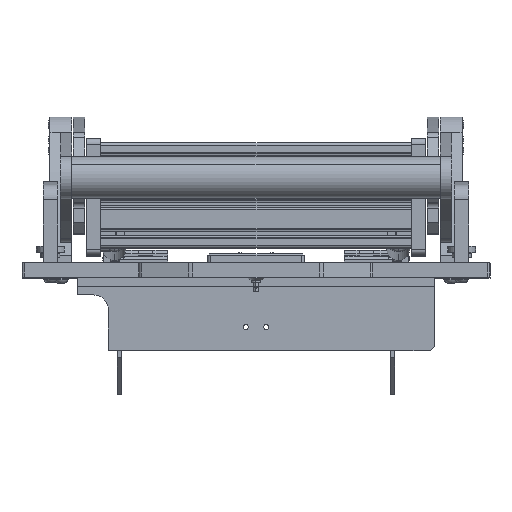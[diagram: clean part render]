
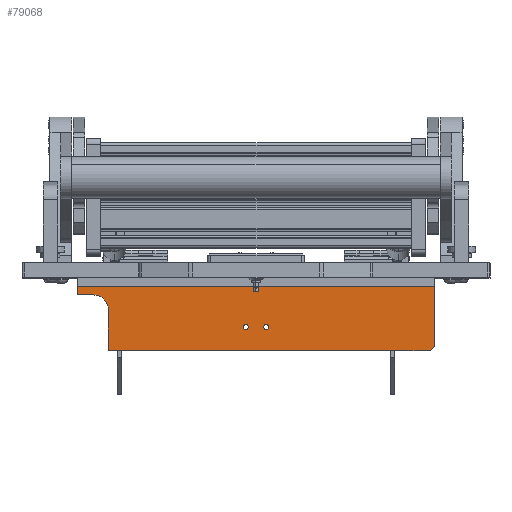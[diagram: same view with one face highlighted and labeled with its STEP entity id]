
A CAD part, top view. The second image highlights one B-rep face of the part: STEP entity #79068.
In plain terms, the highlighted planar face has unit normal (0, 0, 1).
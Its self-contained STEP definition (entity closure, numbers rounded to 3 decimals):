
#186 = VERTEX_POINT ( 'NONE', #13727 ) ;
#528 = DIRECTION ( 'NONE',  ( 0., 0., -1. ) ) ;
#3958 = EDGE_CURVE ( 'NONE', #120727, #30411, #47699, .T. ) ;
#4336 = VECTOR ( 'NONE', #91116, 1000. ) ;
#5715 = DIRECTION ( 'NONE',  ( 0., -1., 0. ) ) ;
#6883 = CARTESIAN_POINT ( 'NONE',  ( -111., -32., 96.5 ) ) ;
#6954 = EDGE_CURVE ( 'NONE', #18277, #128347, #11481, .T. ) ;
#8202 = DIRECTION ( 'NONE',  ( 0., 1., 0. ) ) ;
#11481 = CIRCLE ( 'NONE', #100273, 1.7 ) ;
#11687 = DIRECTION ( 'NONE',  ( 0., 1., 0. ) ) ;
#13727 = CARTESIAN_POINT ( 'NONE',  ( 8.7, -44., 96.5 ) ) ;
#15098 = CIRCLE ( 'NONE', #148527, 1.7 ) ;
#16405 = EDGE_LOOP ( 'NONE', ( #31405, #25473 ) ) ;
#18277 = VERTEX_POINT ( 'NONE', #54314 ) ;
#23795 = DIRECTION ( 'NONE',  ( 0., 0., -1. ) ) ;
#24240 = CARTESIAN_POINT ( 'NONE',  ( 7., -44., 96.5 ) ) ;
#25261 = DIRECTION ( 'NONE',  ( 0., -1., 0. ) ) ;
#25473 = ORIENTED_EDGE ( 'NONE', *, *, #81970, .T. ) ;
#28042 = EDGE_LOOP ( 'NONE', ( #132813, #100375 ) ) ;
#28835 = CARTESIAN_POINT ( 'NONE',  ( -101., -32., 96.5 ) ) ;
#29138 = EDGE_CURVE ( 'NONE', #143080, #54839, #111517, .T. ) ;
#30411 = VERTEX_POINT ( 'NONE', #141009 ) ;
#31405 = ORIENTED_EDGE ( 'NONE', *, *, #149283, .T. ) ;
#33559 = CARTESIAN_POINT ( 'NONE',  ( -111., -22., 96.5 ) ) ;
#34087 = CARTESIAN_POINT ( 'NONE',  ( 5.3, -44., 96.5 ) ) ;
#40672 = FACE_OUTER_BOUND ( 'NONE', #131648, .T. ) ;
#40988 = CARTESIAN_POINT ( 'NONE',  ( -101., -16., 96.5 ) ) ;
#41945 = CARTESIAN_POINT ( 'NONE',  ( -7., -44., 96.5 ) ) ;
#43715 = CIRCLE ( 'NONE', #130630, 10. ) ;
#47699 = LINE ( 'NONE', #79266, #139686 ) ;
#47951 = VERTEX_POINT ( 'NONE', #28835 ) ;
#50151 = LINE ( 'NONE', #151017, #144121 ) ;
#53629 = LINE ( 'NONE', #40988, #113603 ) ;
#53810 = VERTEX_POINT ( 'NONE', #60069 ) ;
#54314 = CARTESIAN_POINT ( 'NONE',  ( -5.3, -44., 96.5 ) ) ;
#54543 = CIRCLE ( 'NONE', #114937, 1.7 ) ;
#54839 = VERTEX_POINT ( 'NONE', #33559 ) ;
#56170 = DIRECTION ( 'NONE',  ( 0., 1., 0. ) ) ;
#57904 = CIRCLE ( 'NONE', #153357, 1.7 ) ;
#60069 = CARTESIAN_POINT ( 'NONE',  ( -122., -16., 96.5 ) ) ;
#62439 = AXIS2_PLACEMENT_3D ( 'NONE', #132488, #23795, #11687 ) ;
#62664 = CARTESIAN_POINT ( 'NONE',  ( 122., -57., 96.5 ) ) ;
#62779 = VECTOR ( 'NONE', #99596, 1000. ) ;
#65895 = CARTESIAN_POINT ( 'NONE',  ( 119., -60., 96.5 ) ) ;
#66987 = CARTESIAN_POINT ( 'NONE',  ( 122., -22., 96.5 ) ) ;
#75036 = CARTESIAN_POINT ( 'NONE',  ( 122., -57., 96.5 ) ) ;
#75169 = ORIENTED_EDGE ( 'NONE', *, *, #110270, .T. ) ;
#77548 = LINE ( 'NONE', #123163, #137680 ) ;
#79068 = ADVANCED_FACE ( 'NONE', ( #155306, #112024, #40672 ), #144553, .F. ) ;
#79266 = CARTESIAN_POINT ( 'NONE',  ( 122., -60., 96.5 ) ) ;
#79646 = DIRECTION ( 'NONE',  ( 0., 0., -1. ) ) ;
#80984 = VECTOR ( 'NONE', #25261, 1000. ) ;
#81970 = EDGE_CURVE ( 'NONE', #186, #144614, #15098, .T. ) ;
#86601 = ORIENTED_EDGE ( 'NONE', *, *, #124718, .T. ) ;
#91116 = DIRECTION ( 'NONE',  ( 1., 0., 0. ) ) ;
#91696 = DIRECTION ( 'NONE',  ( 0., 1., 0. ) ) ;
#92725 = CARTESIAN_POINT ( 'NONE',  ( 7., -44., 96.5 ) ) ;
#97805 = ORIENTED_EDGE ( 'NONE', *, *, #136957, .T. ) ;
#99596 = DIRECTION ( 'NONE',  ( 0.707, 0.707, 0. ) ) ;
#100273 = AXIS2_PLACEMENT_3D ( 'NONE', #129031, #152637, #56170 ) ;
#100375 = ORIENTED_EDGE ( 'NONE', *, *, #6954, .T. ) ;
#101345 = EDGE_CURVE ( 'NONE', #137277, #53810, #77548, .T. ) ;
#102241 = DIRECTION ( 'NONE',  ( -1., 0., 0. ) ) ;
#109619 = CARTESIAN_POINT ( 'NONE',  ( -122., -22., 96.5 ) ) ;
#110243 = CARTESIAN_POINT ( 'NONE',  ( 122., -16., 96.5 ) ) ;
#110270 = EDGE_CURVE ( 'NONE', #120727, #118245, #141557, .T. ) ;
#110682 = ORIENTED_EDGE ( 'NONE', *, *, #124246, .F. ) ;
#111517 = LINE ( 'NONE', #66987, #4336 ) ;
#112024 = FACE_BOUND ( 'NONE', #28042, .T. ) ;
#113574 = ORIENTED_EDGE ( 'NONE', *, *, #29138, .T. ) ;
#113603 = VECTOR ( 'NONE', #5715, 1000. ) ;
#114937 = AXIS2_PLACEMENT_3D ( 'NONE', #92725, #79646, #91696 ) ;
#116368 = ORIENTED_EDGE ( 'NONE', *, *, #101345, .T. ) ;
#116449 = LINE ( 'NONE', #133951, #80984 ) ;
#118245 = VERTEX_POINT ( 'NONE', #62664 ) ;
#120299 = DIRECTION ( 'NONE',  ( 0., 1., 0. ) ) ;
#120727 = VERTEX_POINT ( 'NONE', #65895 ) ;
#123163 = CARTESIAN_POINT ( 'NONE',  ( 122., -16., 96.5 ) ) ;
#124246 = EDGE_CURVE ( 'NONE', #137277, #118245, #50151, .T. ) ;
#124718 = EDGE_CURVE ( 'NONE', #47951, #30411, #53629, .T. ) ;
#127177 = DIRECTION ( 'NONE',  ( 0., 1., 0. ) ) ;
#128347 = VERTEX_POINT ( 'NONE', #153582 ) ;
#129031 = CARTESIAN_POINT ( 'NONE',  ( -7., -44., 96.5 ) ) ;
#130630 = AXIS2_PLACEMENT_3D ( 'NONE', #6883, #152352, #127177 ) ;
#131648 = EDGE_LOOP ( 'NONE', ( #97805, #86601, #138738, #75169, #110682, #116368, #152142, #113574 ) ) ;
#132488 = CARTESIAN_POINT ( 'NONE',  ( 122., -16., 96.5 ) ) ;
#132813 = ORIENTED_EDGE ( 'NONE', *, *, #150302, .T. ) ;
#133951 = CARTESIAN_POINT ( 'NONE',  ( -122., -16., 96.5 ) ) ;
#136957 = EDGE_CURVE ( 'NONE', #54839, #47951, #43715, .T. ) ;
#137277 = VERTEX_POINT ( 'NONE', #110243 ) ;
#137680 = VECTOR ( 'NONE', #148334, 1000. ) ;
#138738 = ORIENTED_EDGE ( 'NONE', *, *, #3958, .F. ) ;
#139225 = EDGE_CURVE ( 'NONE', #53810, #143080, #116449, .T. ) ;
#139686 = VECTOR ( 'NONE', #102241, 1000. ) ;
#141009 = CARTESIAN_POINT ( 'NONE',  ( -101., -60., 96.5 ) ) ;
#141557 = LINE ( 'NONE', #75036, #62779 ) ;
#143080 = VERTEX_POINT ( 'NONE', #109619 ) ;
#144121 = VECTOR ( 'NONE', #149441, 1000. ) ;
#144553 = PLANE ( 'NONE',  #62439 ) ;
#144614 = VERTEX_POINT ( 'NONE', #34087 ) ;
#148334 = DIRECTION ( 'NONE',  ( -1., 0., 0. ) ) ;
#148527 = AXIS2_PLACEMENT_3D ( 'NONE', #24240, #528, #120299 ) ;
#149283 = EDGE_CURVE ( 'NONE', #144614, #186, #54543, .T. ) ;
#149441 = DIRECTION ( 'NONE',  ( 0., -1., 0. ) ) ;
#150050 = DIRECTION ( 'NONE',  ( 0., 0., -1. ) ) ;
#150302 = EDGE_CURVE ( 'NONE', #128347, #18277, #57904, .T. ) ;
#151017 = CARTESIAN_POINT ( 'NONE',  ( 122., -16., 96.5 ) ) ;
#152142 = ORIENTED_EDGE ( 'NONE', *, *, #139225, .T. ) ;
#152352 = DIRECTION ( 'NONE',  ( 0., 0., -1. ) ) ;
#152637 = DIRECTION ( 'NONE',  ( 0., 0., -1. ) ) ;
#153357 = AXIS2_PLACEMENT_3D ( 'NONE', #41945, #150050, #8202 ) ;
#153582 = CARTESIAN_POINT ( 'NONE',  ( -8.7, -44., 96.5 ) ) ;
#155306 = FACE_BOUND ( 'NONE', #16405, .T. ) ;
